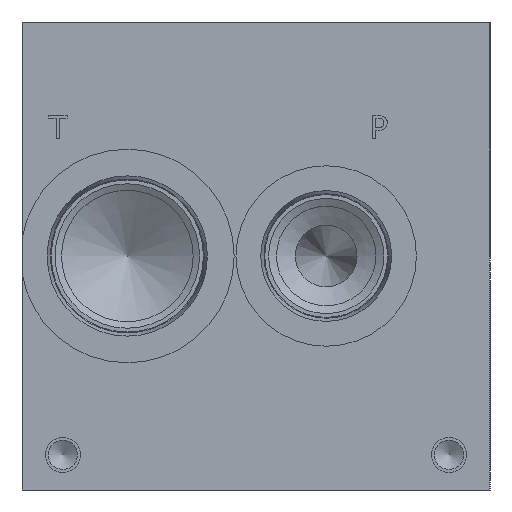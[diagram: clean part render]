
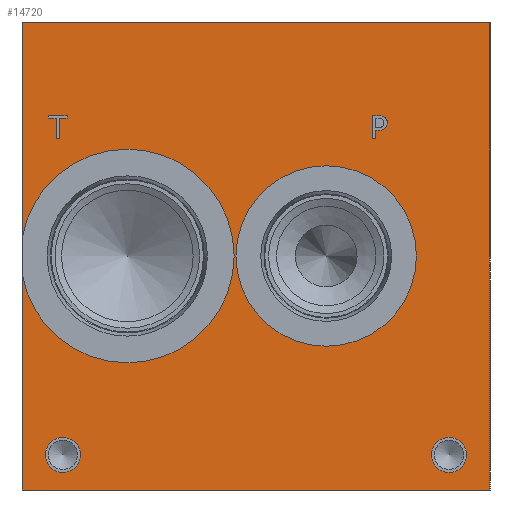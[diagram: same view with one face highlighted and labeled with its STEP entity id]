
A CAD part, left-side view. The second image highlights one B-rep face of the part: STEP entity #14720.
In plain terms, the highlighted planar face has unit normal (-1, 0, 0).
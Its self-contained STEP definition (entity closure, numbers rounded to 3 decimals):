
#423=CIRCLE('',#15346,28.981);
#424=CIRCLE('',#15347,24.486);
#425=CIRCLE('',#15348,24.486);
#426=CIRCLE('',#15349,4.763);
#427=CIRCLE('',#15350,4.763);
#428=CIRCLE('',#15351,4.763);
#429=CIRCLE('',#15352,4.763);
#1184=B_SPLINE_CURVE_WITH_KNOTS('',2,(#24436,#24437,#24438,#24439),
 .UNSPECIFIED.,.F.,.F.,(3,1,3),(0.,1.,2.),.UNSPECIFIED.);
#1186=B_SPLINE_CURVE_WITH_KNOTS('',2,(#24457,#24458,#24459,#24460),
 .UNSPECIFIED.,.F.,.F.,(3,1,3),(0.,1.,2.),.UNSPECIFIED.);
#1188=B_SPLINE_CURVE_WITH_KNOTS('',2,(#24506,#24507,#24508,#24509),
 .UNSPECIFIED.,.F.,.F.,(3,1,3),(0.,1.,2.),.UNSPECIFIED.);
#1190=B_SPLINE_CURVE_WITH_KNOTS('',2,(#24524,#24525,#24526,#24527),
 .UNSPECIFIED.,.F.,.F.,(3,1,3),(0.,1.,2.),.UNSPECIFIED.);
#1259=FACE_BOUND('',#2672,.T.);
#1260=FACE_BOUND('',#2673,.T.);
#1261=FACE_BOUND('',#2674,.T.);
#1262=FACE_BOUND('',#2675,.T.);
#1263=FACE_BOUND('',#2676,.T.);
#1837=FACE_OUTER_BOUND('',#2671,.T.);
#2671=EDGE_LOOP('',(#11859,#11860,#11861,#11862,#11863,#11864));
#2672=EDGE_LOOP('',(#11865,#11866));
#2673=EDGE_LOOP('',(#11867,#11868));
#2674=EDGE_LOOP('',(#11869,#11870));
#2675=EDGE_LOOP('',(#11871,#11872,#11873,#11874,#11875,#11876,#11877,#11878));
#2676=EDGE_LOOP('',(#11879,#11880,#11881,#11882,#11883,#11884,#11885,#11886,
#11887));
#3072=LINE('',#19386,#4361);
#4014=LINE('',#24469,#5303);
#4017=LINE('',#24475,#5306);
#4020=LINE('',#24481,#5309);
#4023=LINE('',#24487,#5312);
#4026=LINE('',#24493,#5315);
#4030=LINE('',#24538,#5319);
#4031=LINE('',#24539,#5320);
#4032=LINE('',#24541,#5321);
#4033=LINE('',#24542,#5322);
#4034=LINE('',#24557,#5323);
#4035=LINE('',#24559,#5324);
#4036=LINE('',#24561,#5325);
#4037=LINE('',#24563,#5326);
#4038=LINE('',#24565,#5327);
#4039=LINE('',#24567,#5328);
#4040=LINE('',#24569,#5329);
#4041=LINE('',#24570,#5330);
#4361=VECTOR('',#16083,10.);
#5303=VECTOR('',#17641,10.);
#5306=VECTOR('',#17646,10.);
#5309=VECTOR('',#17651,10.);
#5312=VECTOR('',#17656,10.);
#5315=VECTOR('',#17661,10.);
#5319=VECTOR('',#17671,10.);
#5320=VECTOR('',#17672,10.);
#5321=VECTOR('',#17673,10.);
#5322=VECTOR('',#17674,10.);
#5323=VECTOR('',#17687,10.);
#5324=VECTOR('',#17688,10.);
#5325=VECTOR('',#17689,10.);
#5326=VECTOR('',#17690,10.);
#5327=VECTOR('',#17691,10.);
#5328=VECTOR('',#17692,10.);
#5329=VECTOR('',#17693,10.);
#5330=VECTOR('',#17694,10.);
#5636=VERTEX_POINT('',#19379);
#5639=VERTEX_POINT('',#19384);
#6522=VERTEX_POINT('',#24434);
#6523=VERTEX_POINT('',#24435);
#6526=VERTEX_POINT('',#24456);
#6528=VERTEX_POINT('',#24468);
#6530=VERTEX_POINT('',#24474);
#6532=VERTEX_POINT('',#24480);
#6534=VERTEX_POINT('',#24486);
#6536=VERTEX_POINT('',#24492);
#6538=VERTEX_POINT('',#24505);
#6540=VERTEX_POINT('',#24534);
#6541=VERTEX_POINT('',#24535);
#6542=VERTEX_POINT('',#24537);
#6543=VERTEX_POINT('',#24540);
#6544=VERTEX_POINT('',#24543);
#6545=VERTEX_POINT('',#24544);
#6546=VERTEX_POINT('',#24547);
#6547=VERTEX_POINT('',#24548);
#6548=VERTEX_POINT('',#24551);
#6549=VERTEX_POINT('',#24552);
#6550=VERTEX_POINT('',#24555);
#6551=VERTEX_POINT('',#24556);
#6552=VERTEX_POINT('',#24558);
#6553=VERTEX_POINT('',#24560);
#6554=VERTEX_POINT('',#24562);
#6555=VERTEX_POINT('',#24564);
#6556=VERTEX_POINT('',#24566);
#6557=VERTEX_POINT('',#24568);
#7088=EDGE_CURVE('',#5636,#5639,#3072,.T.);
#8405=EDGE_CURVE('',#6522,#6523,#1184,.T.);
#8409=EDGE_CURVE('',#6526,#6522,#1186,.T.);
#8412=EDGE_CURVE('',#6528,#6526,#4014,.T.);
#8415=EDGE_CURVE('',#6530,#6528,#4017,.T.);
#8418=EDGE_CURVE('',#6532,#6530,#4020,.T.);
#8421=EDGE_CURVE('',#6534,#6532,#4023,.T.);
#8424=EDGE_CURVE('',#6536,#6534,#4026,.T.);
#8427=EDGE_CURVE('',#6538,#6536,#1188,.T.);
#8430=EDGE_CURVE('',#6523,#6538,#1190,.T.);
#8432=EDGE_CURVE('',#6540,#6541,#423,.T.);
#8433=EDGE_CURVE('',#6542,#6541,#4030,.T.);
#8434=EDGE_CURVE('',#6542,#5636,#4031,.T.);
#8435=EDGE_CURVE('',#6543,#5639,#4032,.T.);
#8436=EDGE_CURVE('',#6540,#6543,#4033,.T.);
#8437=EDGE_CURVE('',#6544,#6545,#424,.T.);
#8438=EDGE_CURVE('',#6545,#6544,#425,.T.);
#8439=EDGE_CURVE('',#6546,#6547,#426,.T.);
#8440=EDGE_CURVE('',#6547,#6546,#427,.T.);
#8441=EDGE_CURVE('',#6548,#6549,#428,.T.);
#8442=EDGE_CURVE('',#6549,#6548,#429,.T.);
#8443=EDGE_CURVE('',#6550,#6551,#4034,.T.);
#8444=EDGE_CURVE('',#6551,#6552,#4035,.T.);
#8445=EDGE_CURVE('',#6552,#6553,#4036,.T.);
#8446=EDGE_CURVE('',#6553,#6554,#4037,.T.);
#8447=EDGE_CURVE('',#6554,#6555,#4038,.T.);
#8448=EDGE_CURVE('',#6555,#6556,#4039,.T.);
#8449=EDGE_CURVE('',#6556,#6557,#4040,.T.);
#8450=EDGE_CURVE('',#6557,#6550,#4041,.T.);
#11859=ORIENTED_EDGE('',*,*,#8432,.T.);
#11860=ORIENTED_EDGE('',*,*,#8433,.F.);
#11861=ORIENTED_EDGE('',*,*,#8434,.T.);
#11862=ORIENTED_EDGE('',*,*,#7088,.T.);
#11863=ORIENTED_EDGE('',*,*,#8435,.F.);
#11864=ORIENTED_EDGE('',*,*,#8436,.F.);
#11865=ORIENTED_EDGE('',*,*,#8437,.T.);
#11866=ORIENTED_EDGE('',*,*,#8438,.T.);
#11867=ORIENTED_EDGE('',*,*,#8439,.T.);
#11868=ORIENTED_EDGE('',*,*,#8440,.T.);
#11869=ORIENTED_EDGE('',*,*,#8441,.T.);
#11870=ORIENTED_EDGE('',*,*,#8442,.T.);
#11871=ORIENTED_EDGE('',*,*,#8443,.T.);
#11872=ORIENTED_EDGE('',*,*,#8444,.T.);
#11873=ORIENTED_EDGE('',*,*,#8445,.T.);
#11874=ORIENTED_EDGE('',*,*,#8446,.T.);
#11875=ORIENTED_EDGE('',*,*,#8447,.T.);
#11876=ORIENTED_EDGE('',*,*,#8448,.T.);
#11877=ORIENTED_EDGE('',*,*,#8449,.T.);
#11878=ORIENTED_EDGE('',*,*,#8450,.T.);
#11879=ORIENTED_EDGE('',*,*,#8405,.T.);
#11880=ORIENTED_EDGE('',*,*,#8430,.T.);
#11881=ORIENTED_EDGE('',*,*,#8427,.T.);
#11882=ORIENTED_EDGE('',*,*,#8424,.T.);
#11883=ORIENTED_EDGE('',*,*,#8421,.T.);
#11884=ORIENTED_EDGE('',*,*,#8418,.T.);
#11885=ORIENTED_EDGE('',*,*,#8415,.T.);
#11886=ORIENTED_EDGE('',*,*,#8412,.T.);
#11887=ORIENTED_EDGE('',*,*,#8409,.T.);
#13628=PLANE('',#15345);
#14720=ADVANCED_FACE('',(#1837,#1259,#1260,#1261,#1262,#1263),#13628,.T.);
#15345=AXIS2_PLACEMENT_3D('',#24533,#17667,#17668);
#15346=AXIS2_PLACEMENT_3D('',#24536,#17669,#17670);
#15347=AXIS2_PLACEMENT_3D('',#24545,#17675,#17676);
#15348=AXIS2_PLACEMENT_3D('',#24546,#17677,#17678);
#15349=AXIS2_PLACEMENT_3D('',#24549,#17679,#17680);
#15350=AXIS2_PLACEMENT_3D('',#24550,#17681,#17682);
#15351=AXIS2_PLACEMENT_3D('',#24553,#17683,#17684);
#15352=AXIS2_PLACEMENT_3D('',#24554,#17685,#17686);
#16083=DIRECTION('',(0.,0.,1.));
#17641=DIRECTION('',(0.,-1.,0.));
#17646=DIRECTION('',(0.,0.,1.));
#17651=DIRECTION('',(0.,1.,0.));
#17656=DIRECTION('',(0.,0.,-1.));
#17661=DIRECTION('',(0.,1.,0.));
#17667=DIRECTION('center_axis',(-1.,0.,0.));
#17668=DIRECTION('ref_axis',(0.,-1.,0.));
#17669=DIRECTION('center_axis',(1.,0.,0.));
#17670=DIRECTION('ref_axis',(0.,0.,1.));
#17671=DIRECTION('',(0.,0.,1.));
#17672=DIRECTION('',(0.,-1.,0.));
#17673=DIRECTION('',(0.,-1.,0.));
#17674=DIRECTION('',(0.,0.,1.));
#17675=DIRECTION('center_axis',(1.,0.,0.));
#17676=DIRECTION('ref_axis',(0.,1.,0.));
#17677=DIRECTION('center_axis',(1.,0.,0.));
#17678=DIRECTION('ref_axis',(0.,1.,0.));
#17679=DIRECTION('center_axis',(1.,0.,0.));
#17680=DIRECTION('ref_axis',(0.,1.,0.));
#17681=DIRECTION('center_axis',(1.,0.,0.));
#17682=DIRECTION('ref_axis',(0.,1.,0.));
#17683=DIRECTION('center_axis',(1.,0.,0.));
#17684=DIRECTION('ref_axis',(0.,1.,0.));
#17685=DIRECTION('center_axis',(1.,0.,0.));
#17686=DIRECTION('ref_axis',(0.,1.,0.));
#17687=DIRECTION('',(0.,1.,0.));
#17688=DIRECTION('',(0.,0.,1.));
#17689=DIRECTION('',(0.,1.,0.));
#17690=DIRECTION('',(0.,0.,1.));
#17691=DIRECTION('',(0.,-1.,0.));
#17692=DIRECTION('',(0.,0.,-1.));
#17693=DIRECTION('',(0.,1.,0.));
#17694=DIRECTION('',(0.,0.,-1.));
#19379=CARTESIAN_POINT('',(0.,0.,0.));
#19384=CARTESIAN_POINT('',(0.,0.,127.));
#19386=CARTESIAN_POINT('',(0.,0.,0.));
#24434=CARTESIAN_POINT('',(0.,28.643,101.204));
#24435=CARTESIAN_POINT('',(0.,27.887,99.686));
#24436=CARTESIAN_POINT('Ctrl Pts',(0.,28.643,101.204));
#24437=CARTESIAN_POINT('Ctrl Pts',(0.,28.288,100.962));
#24438=CARTESIAN_POINT('Ctrl Pts',(0.,27.887,100.216));
#24439=CARTESIAN_POINT('Ctrl Pts',(0.,27.887,99.686));
#24456=CARTESIAN_POINT('',(0.,30.305,101.6));
#24457=CARTESIAN_POINT('Ctrl Pts',(0.,30.305,101.6));
#24458=CARTESIAN_POINT('Ctrl Pts',(0.,29.739,101.6));
#24459=CARTESIAN_POINT('Ctrl Pts',(0.,28.947,101.415));
#24460=CARTESIAN_POINT('Ctrl Pts',(0.,28.643,101.204));
#24468=CARTESIAN_POINT('',(0.,31.901,101.6));
#24469=CARTESIAN_POINT('',(0.,79.45,101.6));
#24474=CARTESIAN_POINT('',(0.,31.901,95.25));
#24475=CARTESIAN_POINT('',(0.,31.901,47.625));
#24480=CARTESIAN_POINT('',(0.,31.057,95.25));
#24481=CARTESIAN_POINT('',(0.,79.028,95.25));
#24486=CARTESIAN_POINT('',(0.,31.057,97.617));
#24487=CARTESIAN_POINT('',(0.,31.057,48.809));
#24492=CARTESIAN_POINT('',(0.,30.341,97.617));
#24493=CARTESIAN_POINT('',(0.,78.671,97.617));
#24505=CARTESIAN_POINT('',(0.,28.442,98.276));
#24506=CARTESIAN_POINT('Ctrl Pts',(0.,28.442,98.276));
#24507=CARTESIAN_POINT('Ctrl Pts',(0.,28.772,97.952));
#24508=CARTESIAN_POINT('Ctrl Pts',(0.,29.662,97.617));
#24509=CARTESIAN_POINT('Ctrl Pts',(0.,30.341,97.617));
#24524=CARTESIAN_POINT('Ctrl Pts',(0.,27.887,99.686));
#24525=CARTESIAN_POINT('Ctrl Pts',(0.,27.887,99.274));
#24526=CARTESIAN_POINT('Ctrl Pts',(0.,28.18,98.533));
#24527=CARTESIAN_POINT('Ctrl Pts',(0.,28.442,98.276));
#24533=CARTESIAN_POINT('Origin',(0.,127.,0.));
#24534=CARTESIAN_POINT('',(0.,127.,68.336));
#24535=CARTESIAN_POINT('',(0.,127.,58.664));
#24536=CARTESIAN_POINT('Origin',(0.,98.425,63.5));
#24537=CARTESIAN_POINT('',(0.,127.,0.));
#24538=CARTESIAN_POINT('',(0.,127.,0.));
#24539=CARTESIAN_POINT('',(0.,127.,0.));
#24540=CARTESIAN_POINT('',(0.,127.,127.));
#24541=CARTESIAN_POINT('',(0.,127.,127.));
#24542=CARTESIAN_POINT('',(0.,127.,0.));
#24543=CARTESIAN_POINT('',(0.,68.936,63.5));
#24544=CARTESIAN_POINT('',(0.,19.964,63.5));
#24545=CARTESIAN_POINT('Origin',(0.,44.45,63.5));
#24546=CARTESIAN_POINT('Origin',(0.,44.45,63.5));
#24547=CARTESIAN_POINT('',(0.,120.663,9.525));
#24548=CARTESIAN_POINT('',(0.,111.138,9.525));
#24549=CARTESIAN_POINT('Origin',(0.,115.9,9.525));
#24550=CARTESIAN_POINT('Origin',(0.,115.9,9.525));
#24551=CARTESIAN_POINT('',(0.,15.888,9.525));
#24552=CARTESIAN_POINT('',(0.,6.363,9.525));
#24553=CARTESIAN_POINT('Origin',(0.,11.125,9.525));
#24554=CARTESIAN_POINT('Origin',(0.,11.125,9.525));
#24555=CARTESIAN_POINT('',(0.,116.887,95.25));
#24556=CARTESIAN_POINT('',(0.,117.731,95.25));
#24557=CARTESIAN_POINT('',(0.,121.944,95.25));
#24558=CARTESIAN_POINT('',(0.,117.731,100.849));
#24559=CARTESIAN_POINT('',(0.,117.731,47.625));
#24560=CARTESIAN_POINT('',(0.,119.861,100.849));
#24561=CARTESIAN_POINT('',(0.,122.366,100.849));
#24562=CARTESIAN_POINT('',(0.,119.861,101.6));
#24563=CARTESIAN_POINT('',(0.,119.861,50.424));
#24564=CARTESIAN_POINT('',(0.,114.757,101.6));
#24565=CARTESIAN_POINT('',(0.,123.431,101.6));
#24566=CARTESIAN_POINT('',(0.,114.757,100.849));
#24567=CARTESIAN_POINT('',(0.,114.757,50.8));
#24568=CARTESIAN_POINT('',(0.,116.887,100.849));
#24569=CARTESIAN_POINT('',(0.,120.878,100.849));
#24570=CARTESIAN_POINT('',(0.,116.887,50.424));
